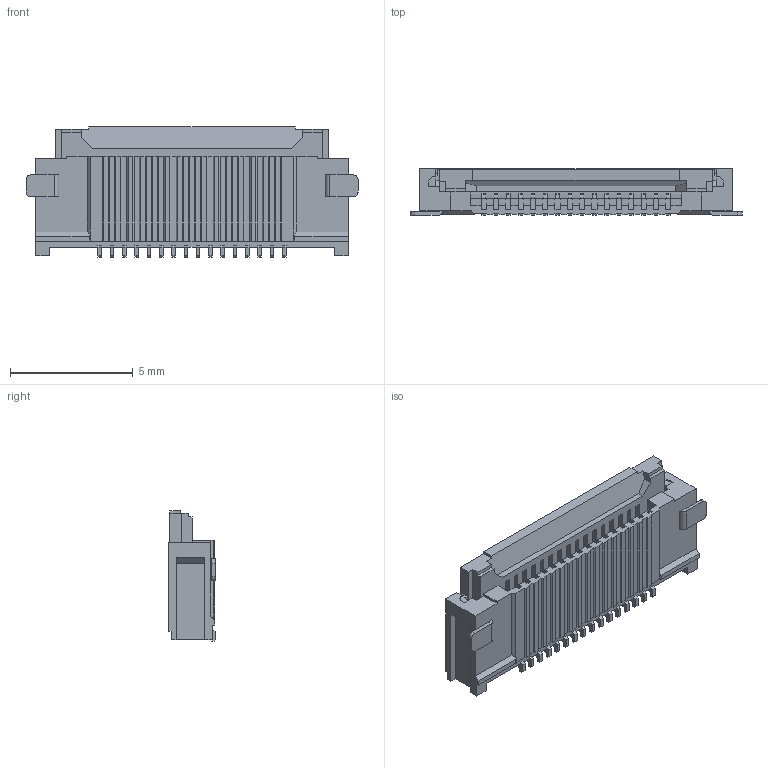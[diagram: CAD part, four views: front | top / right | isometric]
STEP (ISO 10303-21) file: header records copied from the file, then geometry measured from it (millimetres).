
FILE_DESCRIPTION(('STEP AP242'),'1');
FILE_NAME('505110-1692.stp','2021-02-16T14:13:13',('TraceParts'),('TraceParts S.A.'),'Spatial InterOp 3D',' ',' ');
FILE_SCHEMA(('AP242_MANAGED_MODEL_BASED_3D_ENGINEERING_MIM_LF {1 0 10303 442 1 1 4}'));
Length unit declared in the file: millimetre
Products named in the file (1): 505110-1692_1
Bounding box: 13.5 x 1.9 x 5.3 mm (x, y, z)
Volume: 74.2 mm3; surface area: 334.5 mm2
Topology: 1 solids, 1 shells, 1055 faces, 3109 edges, 2142 vertices
Faces by surface type: plane 878, cylinder 177
Entity records: 34629 total; most frequent: CARTESIAN_POINT 6174, ORIENTED_EDGE 6074, DIRECTION 5575, EDGE_CURVE 3037, LINE 2753, VECTOR 2753, VERTEX_POINT 1998, AXIS2_PLACEMENT_3D 1411
